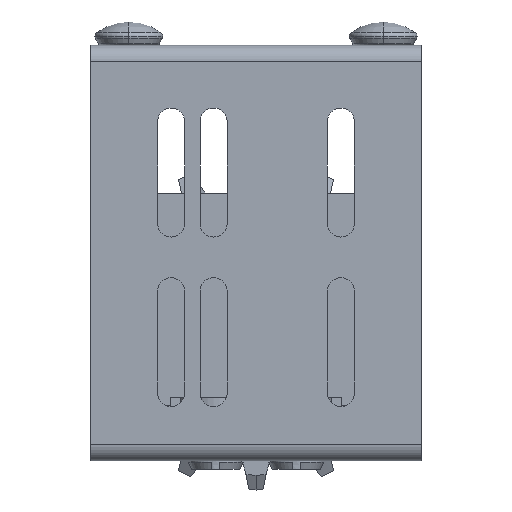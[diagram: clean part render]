
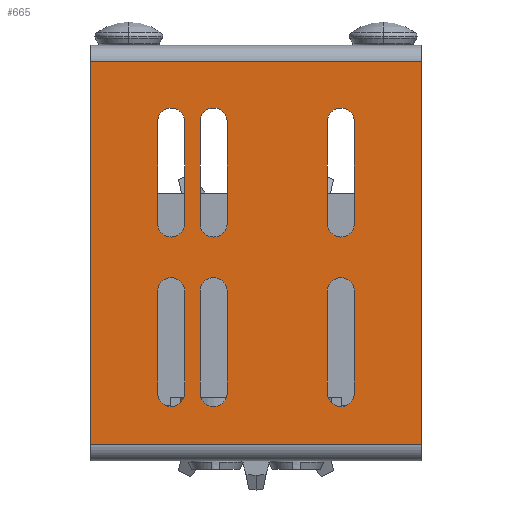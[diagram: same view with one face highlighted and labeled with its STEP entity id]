
A CAD part, left-side view. The second image highlights one B-rep face of the part: STEP entity #665.
In plain terms, the highlighted planar face has unit normal (-1, 0, 0).
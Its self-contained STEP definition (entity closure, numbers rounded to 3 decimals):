
#665=ADVANCED_FACE('',(#1836,#1837,#1838,#1839,#1840,#1841,#1842),#1843,.T.);
#1836=FACE_BOUND('',#3588,.T.);
#1837=FACE_BOUND('',#3589,.T.);
#1838=FACE_BOUND('',#3590,.T.);
#1839=FACE_BOUND('',#3591,.T.);
#1840=FACE_BOUND('',#3592,.T.);
#1841=FACE_BOUND('',#3593,.T.);
#1842=FACE_OUTER_BOUND('',#3594,.T.);
#1843=PLANE('',#3595);
#3588=EDGE_LOOP('',(#5582,#5583,#5584,#5585));
#3589=EDGE_LOOP('',(#5586,#5587,#5588,#5589));
#3590=EDGE_LOOP('',(#5590,#5591,#5592,#5593));
#3591=EDGE_LOOP('',(#5594,#5595,#5596,#5597));
#3592=EDGE_LOOP('',(#5598,#5599,#5600,#5601));
#3593=EDGE_LOOP('',(#5602,#5603,#5604,#5605));
#3594=EDGE_LOOP('',(#5606,#5607,#5608,#5609));
#3595=AXIS2_PLACEMENT_3D('',#5610,#5611,#5612);
#5582=ORIENTED_EDGE('',*,*,#10207,.T.);
#5583=ORIENTED_EDGE('',*,*,#10333,.T.);
#5584=ORIENTED_EDGE('',*,*,#10212,.T.);
#5585=ORIENTED_EDGE('',*,*,#10334,.T.);
#5586=ORIENTED_EDGE('',*,*,#10217,.T.);
#5587=ORIENTED_EDGE('',*,*,#10335,.T.);
#5588=ORIENTED_EDGE('',*,*,#10222,.T.);
#5589=ORIENTED_EDGE('',*,*,#10336,.T.);
#5590=ORIENTED_EDGE('',*,*,#10227,.T.);
#5591=ORIENTED_EDGE('',*,*,#10337,.T.);
#5592=ORIENTED_EDGE('',*,*,#10232,.T.);
#5593=ORIENTED_EDGE('',*,*,#10338,.T.);
#5594=ORIENTED_EDGE('',*,*,#10237,.T.);
#5595=ORIENTED_EDGE('',*,*,#10339,.T.);
#5596=ORIENTED_EDGE('',*,*,#10242,.T.);
#5597=ORIENTED_EDGE('',*,*,#10340,.T.);
#5598=ORIENTED_EDGE('',*,*,#10247,.T.);
#5599=ORIENTED_EDGE('',*,*,#10341,.T.);
#5600=ORIENTED_EDGE('',*,*,#10252,.T.);
#5601=ORIENTED_EDGE('',*,*,#10342,.T.);
#5602=ORIENTED_EDGE('',*,*,#10257,.T.);
#5603=ORIENTED_EDGE('',*,*,#10343,.T.);
#5604=ORIENTED_EDGE('',*,*,#10262,.T.);
#5605=ORIENTED_EDGE('',*,*,#10344,.T.);
#5606=ORIENTED_EDGE('',*,*,#10279,.T.);
#5607=ORIENTED_EDGE('',*,*,#10331,.F.);
#5608=ORIENTED_EDGE('',*,*,#10345,.F.);
#5609=ORIENTED_EDGE('',*,*,#10346,.T.);
#5610=CARTESIAN_POINT('',(0.0,39.0,49.));
#5611=DIRECTION('',(-1.0,0.0,0.0));
#5612=DIRECTION('',(0.0,0.0,-1.0));
#10207=EDGE_CURVE('',#12184,#12181,#12185,.T.);
#10212=EDGE_CURVE('',#12193,#12190,#12194,.T.);
#10217=EDGE_CURVE('',#12202,#12199,#12203,.T.);
#10222=EDGE_CURVE('',#12211,#12208,#12212,.T.);
#10227=EDGE_CURVE('',#12220,#12217,#12221,.T.);
#10232=EDGE_CURVE('',#12229,#12226,#12230,.T.);
#10237=EDGE_CURVE('',#12238,#12235,#12239,.T.);
#10242=EDGE_CURVE('',#12247,#12244,#12248,.T.);
#10247=EDGE_CURVE('',#12256,#12253,#12257,.T.);
#10252=EDGE_CURVE('',#12265,#12262,#12266,.T.);
#10257=EDGE_CURVE('',#12274,#12271,#12275,.T.);
#10262=EDGE_CURVE('',#12283,#12280,#12284,.T.);
#10279=EDGE_CURVE('',#12314,#12312,#12315,.T.);
#10331=EDGE_CURVE('',#12389,#12312,#12391,.T.);
#10333=EDGE_CURVE('',#12181,#12193,#12393,.T.);
#10334=EDGE_CURVE('',#12190,#12184,#12394,.T.);
#10335=EDGE_CURVE('',#12199,#12211,#12395,.T.);
#10336=EDGE_CURVE('',#12208,#12202,#12396,.T.);
#10337=EDGE_CURVE('',#12217,#12229,#12397,.T.);
#10338=EDGE_CURVE('',#12226,#12220,#12398,.T.);
#10339=EDGE_CURVE('',#12235,#12247,#12399,.T.);
#10340=EDGE_CURVE('',#12244,#12238,#12400,.T.);
#10341=EDGE_CURVE('',#12253,#12265,#12401,.T.);
#10342=EDGE_CURVE('',#12262,#12256,#12402,.T.);
#10343=EDGE_CURVE('',#12271,#12283,#12403,.T.);
#10344=EDGE_CURVE('',#12280,#12274,#12404,.T.);
#10345=EDGE_CURVE('',#12405,#12389,#12406,.T.);
#10346=EDGE_CURVE('',#12405,#12314,#12407,.T.);
#12181=VERTEX_POINT('',#15004);
#12184=VERTEX_POINT('',#15008);
#12185=CIRCLE('',#15009,3.2);
#12190=VERTEX_POINT('',#15015);
#12193=VERTEX_POINT('',#15019);
#12194=CIRCLE('',#15020,3.2);
#12199=VERTEX_POINT('',#15026);
#12202=VERTEX_POINT('',#15030);
#12203=CIRCLE('',#15031,3.2);
#12208=VERTEX_POINT('',#15037);
#12211=VERTEX_POINT('',#15041);
#12212=CIRCLE('',#15042,3.2);
#12217=VERTEX_POINT('',#15048);
#12220=VERTEX_POINT('',#15052);
#12221=CIRCLE('',#15053,3.2);
#12226=VERTEX_POINT('',#15059);
#12229=VERTEX_POINT('',#15063);
#12230=CIRCLE('',#15064,3.2);
#12235=VERTEX_POINT('',#15070);
#12238=VERTEX_POINT('',#15074);
#12239=CIRCLE('',#15075,3.2);
#12244=VERTEX_POINT('',#15081);
#12247=VERTEX_POINT('',#15085);
#12248=CIRCLE('',#15086,3.2);
#12253=VERTEX_POINT('',#15092);
#12256=VERTEX_POINT('',#15096);
#12257=CIRCLE('',#15097,3.2);
#12262=VERTEX_POINT('',#15103);
#12265=VERTEX_POINT('',#15107);
#12266=CIRCLE('',#15108,3.2);
#12271=VERTEX_POINT('',#15114);
#12274=VERTEX_POINT('',#15118);
#12275=CIRCLE('',#15119,3.2);
#12280=VERTEX_POINT('',#15125);
#12283=VERTEX_POINT('',#15129);
#12284=CIRCLE('',#15130,3.2);
#12312=VERTEX_POINT('',#15165);
#12314=VERTEX_POINT('',#15167);
#12315=LINE('',#15168,#15169);
#12389=VERTEX_POINT('',#15277);
#12391=LINE('',#15279,#15280);
#12393=LINE('',#15282,#15283);
#12394=LINE('',#15284,#15285);
#12395=LINE('',#15286,#15287);
#12396=LINE('',#15288,#15289);
#12397=LINE('',#15290,#15291);
#12398=LINE('',#15292,#15293);
#12399=LINE('',#15294,#15295);
#12400=LINE('',#15296,#15297);
#12401=LINE('',#15298,#15299);
#12402=LINE('',#15300,#15301);
#12403=LINE('',#15302,#15303);
#12404=LINE('',#15304,#15305);
#12405=VERTEX_POINT('',#15306);
#12406=LINE('',#15307,#15308);
#12407=LINE('',#15309,#15310);
#15004=CARTESIAN_POINT('',(0.0,16.8,40.));
#15008=CARTESIAN_POINT('',(0.0,23.2,40.));
#15009=AXIS2_PLACEMENT_3D('',#19221,#19222,#19223);
#15015=CARTESIAN_POINT('',(0.0,23.2,16.));
#15019=CARTESIAN_POINT('',(0.0,16.8,16.));
#15020=AXIS2_PLACEMENT_3D('',#19229,#19230,#19231);
#15026=CARTESIAN_POINT('',(0.0,16.8,80.));
#15030=CARTESIAN_POINT('',(0.0,23.2,80.));
#15031=AXIS2_PLACEMENT_3D('',#19237,#19238,#19239);
#15037=CARTESIAN_POINT('',(0.0,23.2,56.));
#15041=CARTESIAN_POINT('',(0.0,16.8,56.));
#15042=AXIS2_PLACEMENT_3D('',#19245,#19246,#19247);
#15048=CARTESIAN_POINT('',(0.0,-23.2,40.));
#15052=CARTESIAN_POINT('',(0.0,-16.8,40.));
#15053=AXIS2_PLACEMENT_3D('',#19253,#19254,#19255);
#15059=CARTESIAN_POINT('',(0.0,-16.8,16.));
#15063=CARTESIAN_POINT('',(0.0,-23.2,16.));
#15064=AXIS2_PLACEMENT_3D('',#19261,#19262,#19263);
#15070=CARTESIAN_POINT('',(0.0,-23.2,80.));
#15074=CARTESIAN_POINT('',(0.0,-16.8,80.));
#15075=AXIS2_PLACEMENT_3D('',#19269,#19270,#19271);
#15081=CARTESIAN_POINT('',(0.0,-16.8,56.));
#15085=CARTESIAN_POINT('',(0.0,-23.2,56.));
#15086=AXIS2_PLACEMENT_3D('',#19277,#19278,#19279);
#15092=CARTESIAN_POINT('',(0.0,6.8,40.));
#15096=CARTESIAN_POINT('',(0.0,13.2,40.));
#15097=AXIS2_PLACEMENT_3D('',#19285,#19286,#19287);
#15103=CARTESIAN_POINT('',(0.0,13.2,16.));
#15107=CARTESIAN_POINT('',(0.0,6.8,16.));
#15108=AXIS2_PLACEMENT_3D('',#19293,#19294,#19295);
#15114=CARTESIAN_POINT('',(0.0,6.8,80.));
#15118=CARTESIAN_POINT('',(0.0,13.2,80.));
#15119=AXIS2_PLACEMENT_3D('',#19301,#19302,#19303);
#15125=CARTESIAN_POINT('',(0.0,13.2,56.));
#15129=CARTESIAN_POINT('',(0.0,6.8,56.));
#15130=AXIS2_PLACEMENT_3D('',#19309,#19310,#19311);
#15165=CARTESIAN_POINT('',(0.0,-39.0,94.08));
#15167=CARTESIAN_POINT('',(0.,-39.0,3.92));
#15168=CARTESIAN_POINT('',(0.0,-39.0,3.92));
#15169=VECTOR('',#19337,1.0);
#15277=CARTESIAN_POINT('',(0.0,39.0,94.08));
#15279=CARTESIAN_POINT('',(0.0,39.0,94.08));
#15280=VECTOR('',#19402,1.0);
#15282=CARTESIAN_POINT('',(0.0,16.8,41.5));
#15283=VECTOR('',#19403,1.0);
#15284=CARTESIAN_POINT('',(0.0,23.2,38.5));
#15285=VECTOR('',#19404,1.0);
#15286=CARTESIAN_POINT('',(0.0,16.8,61.5));
#15287=VECTOR('',#19405,1.0);
#15288=CARTESIAN_POINT('',(0.0,23.2,58.5));
#15289=VECTOR('',#19406,1.0);
#15290=CARTESIAN_POINT('',(0.0,-23.2,41.5));
#15291=VECTOR('',#19407,1.0);
#15292=CARTESIAN_POINT('',(0.0,-16.8,38.5));
#15293=VECTOR('',#19408,1.0);
#15294=CARTESIAN_POINT('',(0.0,-23.2,61.5));
#15295=VECTOR('',#19409,1.0);
#15296=CARTESIAN_POINT('',(0.0,-16.8,58.5));
#15297=VECTOR('',#19410,1.0);
#15298=CARTESIAN_POINT('',(0.0,6.8,41.5));
#15299=VECTOR('',#19411,1.0);
#15300=CARTESIAN_POINT('',(0.0,13.2,38.5));
#15301=VECTOR('',#19412,1.0);
#15302=CARTESIAN_POINT('',(0.0,6.8,61.5));
#15303=VECTOR('',#19413,1.0);
#15304=CARTESIAN_POINT('',(0.0,13.2,58.5));
#15305=VECTOR('',#19414,1.0);
#15306=CARTESIAN_POINT('',(0.,39.0,3.92));
#15307=CARTESIAN_POINT('',(0.0,39.0,3.92));
#15308=VECTOR('',#19415,1.0);
#15309=CARTESIAN_POINT('',(0.,39.0,3.92));
#15310=VECTOR('',#19416,1.0);
#19221=CARTESIAN_POINT('',(0.0,20.0,40.));
#19222=DIRECTION('',(1.0,-0.0,0.0));
#19223=DIRECTION('',(0.0,1.,0.));
#19229=CARTESIAN_POINT('',(0.0,20.0,16.));
#19230=DIRECTION('',(1.0,0.0,-0.0));
#19231=DIRECTION('',(0.0,-1.,0.));
#19237=CARTESIAN_POINT('',(0.0,20.0,80.));
#19238=DIRECTION('',(1.0,-0.0,0.0));
#19239=DIRECTION('',(0.0,1.,0.));
#19245=CARTESIAN_POINT('',(0.0,20.0,56.));
#19246=DIRECTION('',(1.0,0.0,-0.0));
#19247=DIRECTION('',(0.0,-1.,0.));
#19253=CARTESIAN_POINT('',(0.0,-20.0,40.));
#19254=DIRECTION('',(1.0,-0.0,0.0));
#19255=DIRECTION('',(0.0,1.,0.));
#19261=CARTESIAN_POINT('',(0.0,-20.0,16.));
#19262=DIRECTION('',(1.0,0.0,-0.0));
#19263=DIRECTION('',(0.0,-1.,0.));
#19269=CARTESIAN_POINT('',(0.0,-20.0,80.));
#19270=DIRECTION('',(1.0,-0.0,0.0));
#19271=DIRECTION('',(0.0,1.,0.));
#19277=CARTESIAN_POINT('',(0.0,-20.0,56.));
#19278=DIRECTION('',(1.0,0.0,-0.0));
#19279=DIRECTION('',(0.0,-1.,0.));
#19285=CARTESIAN_POINT('',(0.0,10.0,40.));
#19286=DIRECTION('',(1.0,-0.0,0.0));
#19287=DIRECTION('',(0.0,1.,0.));
#19293=CARTESIAN_POINT('',(0.0,10.0,16.));
#19294=DIRECTION('',(1.0,0.0,-0.0));
#19295=DIRECTION('',(0.0,-1.,0.));
#19301=CARTESIAN_POINT('',(0.0,10.0,80.));
#19302=DIRECTION('',(1.0,-0.0,0.0));
#19303=DIRECTION('',(0.0,1.,0.));
#19309=CARTESIAN_POINT('',(0.0,10.0,56.));
#19310=DIRECTION('',(1.0,0.0,-0.0));
#19311=DIRECTION('',(0.0,-1.,0.));
#19337=DIRECTION('',(0.0,0.0,1.0));
#19402=DIRECTION('',(0.0,-1.0,0.0));
#19403=DIRECTION('',(-0.0,-0.0,-1.0));
#19404=DIRECTION('',(0.0,-0.0,1.0));
#19405=DIRECTION('',(-0.0,-0.0,-1.0));
#19406=DIRECTION('',(0.0,-0.0,1.0));
#19407=DIRECTION('',(-0.0,-0.0,-1.0));
#19408=DIRECTION('',(0.0,-0.0,1.0));
#19409=DIRECTION('',(-0.0,-0.0,-1.0));
#19410=DIRECTION('',(0.0,-0.0,1.0));
#19411=DIRECTION('',(-0.0,-0.0,-1.0));
#19412=DIRECTION('',(0.0,-0.0,1.0));
#19413=DIRECTION('',(-0.0,-0.0,-1.0));
#19414=DIRECTION('',(0.0,-0.0,1.0));
#19415=DIRECTION('',(0.0,0.0,1.0));
#19416=DIRECTION('',(0.0,-1.0,0.0));
